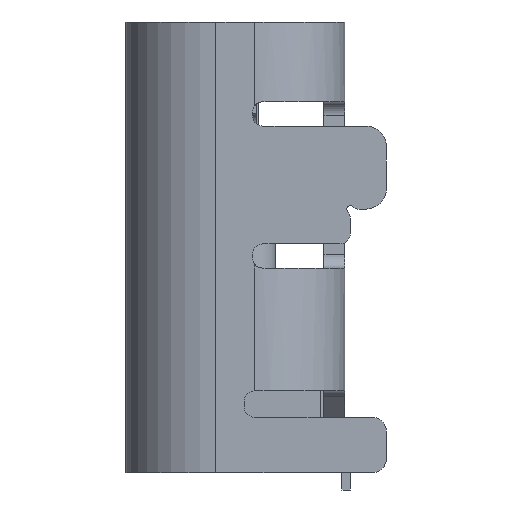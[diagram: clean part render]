
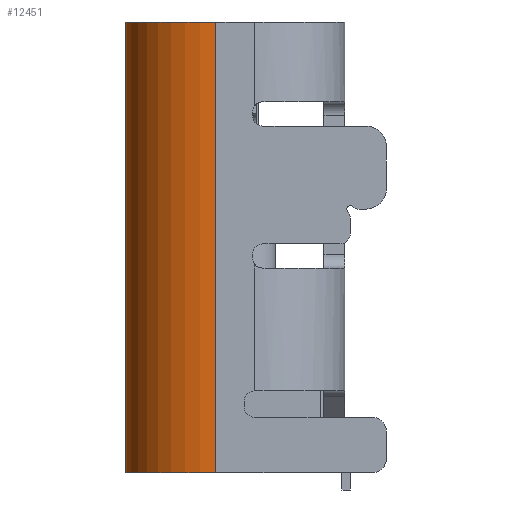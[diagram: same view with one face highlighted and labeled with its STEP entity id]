
A CAD part, left-side view. The second image highlights one B-rep face of the part: STEP entity #12451.
In plain terms, the highlighted cylindrical face has radius 1.3 mm (diameter 2.6 mm), a partial arc.
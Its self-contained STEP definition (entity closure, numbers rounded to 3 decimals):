
#1035 = CARTESIAN_POINT ( 'NONE',  ( -4.47, 1.94, -3.125 ) ) ;
#2193 = VECTOR ( 'NONE', #3220, 1000. ) ;
#2518 = AXIS2_PLACEMENT_3D ( 'NONE', #18344, #4254, #16148 ) ;
#3220 = DIRECTION ( 'NONE',  ( 0., 0., 1. ) ) ;
#3316 = ORIENTED_EDGE ( 'NONE', *, *, #24020, .T. ) ;
#3541 = CARTESIAN_POINT ( 'NONE',  ( -4.47, 1.94, -3.125 ) ) ;
#4254 = DIRECTION ( 'NONE',  ( 0., 0., 1. ) ) ;
#5426 = DIRECTION ( 'NONE',  ( 0., 0., -1. ) ) ;
#5841 = CARTESIAN_POINT ( 'NONE',  ( -4.47, 1.94, 3.375 ) ) ;
#5846 = VERTEX_POINT ( 'NONE', #20883 ) ;
#6700 = EDGE_CURVE ( 'NONE', #7598, #5846, #25365, .T. ) ;
#7266 = ORIENTED_EDGE ( 'NONE', *, *, #14884, .F. ) ;
#7598 = VERTEX_POINT ( 'NONE', #5841 ) ;
#8069 = ORIENTED_EDGE ( 'NONE', *, *, #15715, .F. ) ;
#8378 = DIRECTION ( 'NONE',  ( -1., 0., 0. ) ) ;
#8388 = AXIS2_PLACEMENT_3D ( 'NONE', #17583, #5426, #15517 ) ;
#9961 = CYLINDRICAL_SURFACE ( 'NONE', #2518, 1.3 ) ;
#10868 = CIRCLE ( 'NONE', #8388, 1.3 ) ;
#11565 = LINE ( 'NONE', #3541, #24776 ) ;
#12451 = ADVANCED_FACE ( 'NONE', ( #17827 ), #9961, .T. ) ;
#12887 = VERTEX_POINT ( 'NONE', #17287 ) ;
#14884 = EDGE_CURVE ( 'NONE', #22274, #12887, #10868, .T. ) ;
#15517 = DIRECTION ( 'NONE',  ( -1., 0., 0. ) ) ;
#15715 = EDGE_CURVE ( 'NONE', #12887, #5846, #16929, .T. ) ;
#16148 = DIRECTION ( 'NONE',  ( -1., 0., 0. ) ) ;
#16693 = AXIS2_PLACEMENT_3D ( 'NONE', #19386, #21211, #8378 ) ;
#16812 = ORIENTED_EDGE ( 'NONE', *, *, #6700, .T. ) ;
#16929 = LINE ( 'NONE', #24816, #2193 ) ;
#17287 = CARTESIAN_POINT ( 'NONE',  ( -3.17, 3.24, -3.125 ) ) ;
#17583 = CARTESIAN_POINT ( 'NONE',  ( -3.17, 1.94, -3.125 ) ) ;
#17827 = FACE_OUTER_BOUND ( 'NONE', #21130, .T. ) ;
#18344 = CARTESIAN_POINT ( 'NONE',  ( -3.17, 1.94, -3.125 ) ) ;
#19386 = CARTESIAN_POINT ( 'NONE',  ( -3.17, 1.94, 3.375 ) ) ;
#20883 = CARTESIAN_POINT ( 'NONE',  ( -3.17, 3.24, 3.375 ) ) ;
#21130 = EDGE_LOOP ( 'NONE', ( #16812, #8069, #7266, #3316 ) ) ;
#21211 = DIRECTION ( 'NONE',  ( 0., 0., -1. ) ) ;
#22274 = VERTEX_POINT ( 'NONE', #1035 ) ;
#23727 = DIRECTION ( 'NONE',  ( 0., 0., 1. ) ) ;
#24020 = EDGE_CURVE ( 'NONE', #22274, #7598, #11565, .T. ) ;
#24776 = VECTOR ( 'NONE', #23727, 1000. ) ;
#24816 = CARTESIAN_POINT ( 'NONE',  ( -3.17, 3.24, -3.125 ) ) ;
#25365 = CIRCLE ( 'NONE', #16693, 1.3 ) ;
